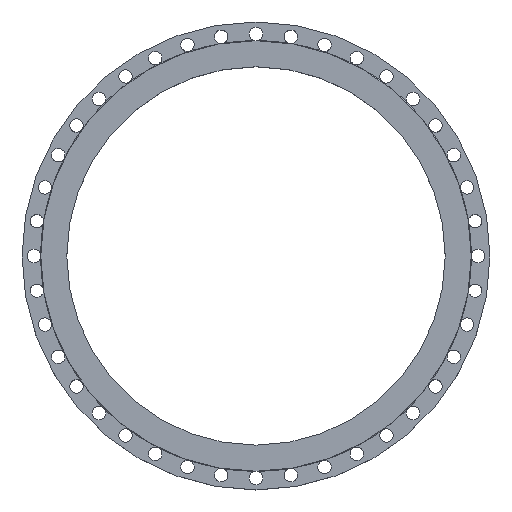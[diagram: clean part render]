
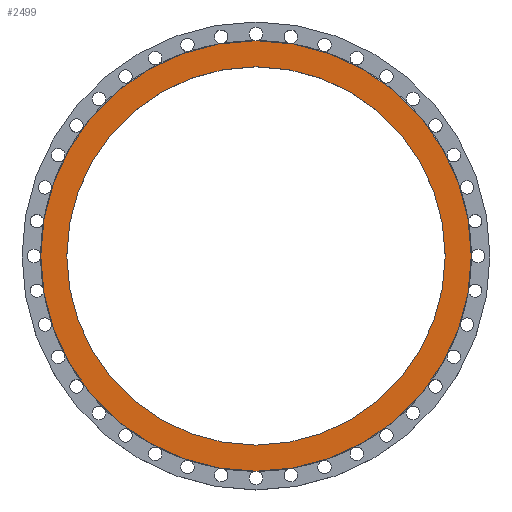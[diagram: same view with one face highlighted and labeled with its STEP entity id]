
A CAD part, top view. The second image highlights one B-rep face of the part: STEP entity #2499.
In plain terms, the highlighted planar face has unit normal (0, 0, 1).
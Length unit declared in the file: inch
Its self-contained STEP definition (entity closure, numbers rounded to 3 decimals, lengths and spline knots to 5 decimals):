
#53 = FACE_OUTER_BOUND ( 'NONE', #1184, .T. ) ;
#81 = DIRECTION ( 'NONE',  ( 1., 0., 0. ) ) ;
#108 = CARTESIAN_POINT ( 'NONE',  ( -17.6875, 0., 0. ) ) ;
#168 = AXIS2_PLACEMENT_3D ( 'NONE', #1044, #1312, #654 ) ;
#301 = EDGE_CURVE ( 'NONE', #3418, #1432, #2261, .T. ) ;
#445 = DIRECTION ( 'NONE',  ( 1., 0., 0. ) ) ;
#545 = EDGE_CURVE ( 'NONE', #3006, #2756, #1473, .T. ) ;
#654 = DIRECTION ( 'NONE',  ( -1., 0., 0. ) ) ;
#741 = AXIS2_PLACEMENT_3D ( 'NONE', #1565, #4093, #3730 ) ;
#768 = CIRCLE ( 'NONE', #2757, 17.6875 ) ;
#840 = CIRCLE ( 'NONE', #3972, 20.125 ) ;
#876 = AXIS2_PLACEMENT_3D ( 'NONE', #3519, #3163, #1930 ) ;
#1044 = CARTESIAN_POINT ( 'NONE',  ( 0., 17.6875, 0. ) ) ;
#1064 = EDGE_LOOP ( 'NONE', ( #1068, #2096 ) ) ;
#1068 = ORIENTED_EDGE ( 'NONE', *, *, #3337, .F. ) ;
#1184 = EDGE_LOOP ( 'NONE', ( #2688, #2375 ) ) ;
#1312 = DIRECTION ( 'NONE',  ( 0., 0., -1. ) ) ;
#1432 = VERTEX_POINT ( 'NONE', #2246 ) ;
#1473 = CIRCLE ( 'NONE', #876, 17.6875 ) ;
#1565 = CARTESIAN_POINT ( 'NONE',  ( 0., 0., 0. ) ) ;
#1579 = CARTESIAN_POINT ( 'NONE',  ( -20.125, 0., 0. ) ) ;
#1668 = PLANE ( 'NONE',  #168 ) ;
#1930 = DIRECTION ( 'NONE',  ( 1., 0., 0. ) ) ;
#2073 = CARTESIAN_POINT ( 'NONE',  ( 0., 0., 0. ) ) ;
#2096 = ORIENTED_EDGE ( 'NONE', *, *, #545, .F. ) ;
#2246 = CARTESIAN_POINT ( 'NONE',  ( 20.125, 0., 0. ) ) ;
#2261 = CIRCLE ( 'NONE', #741, 20.125 ) ;
#2375 = ORIENTED_EDGE ( 'NONE', *, *, #301, .T. ) ;
#2499 = ADVANCED_FACE ( 'NONE', ( #2624, #53 ), #1668, .F. ) ;
#2588 = CARTESIAN_POINT ( 'NONE',  ( 0., 0., 0. ) ) ;
#2624 = FACE_BOUND ( 'NONE', #1064, .T. ) ;
#2688 = ORIENTED_EDGE ( 'NONE', *, *, #3860, .T. ) ;
#2745 = DIRECTION ( 'NONE',  ( 0., 0., 1. ) ) ;
#2756 = VERTEX_POINT ( 'NONE', #2830 ) ;
#2757 = AXIS2_PLACEMENT_3D ( 'NONE', #2588, #3811, #81 ) ;
#2830 = CARTESIAN_POINT ( 'NONE',  ( 17.6875, 0., 0. ) ) ;
#3006 = VERTEX_POINT ( 'NONE', #108 ) ;
#3163 = DIRECTION ( 'NONE',  ( 0., 0., 1. ) ) ;
#3337 = EDGE_CURVE ( 'NONE', #2756, #3006, #768, .T. ) ;
#3418 = VERTEX_POINT ( 'NONE', #1579 ) ;
#3519 = CARTESIAN_POINT ( 'NONE',  ( 0., 0., 0. ) ) ;
#3730 = DIRECTION ( 'NONE',  ( 1., 0., 0. ) ) ;
#3811 = DIRECTION ( 'NONE',  ( 0., 0., 1. ) ) ;
#3860 = EDGE_CURVE ( 'NONE', #1432, #3418, #840, .T. ) ;
#3972 = AXIS2_PLACEMENT_3D ( 'NONE', #2073, #2745, #445 ) ;
#4093 = DIRECTION ( 'NONE',  ( 0., 0., 1. ) ) ;
